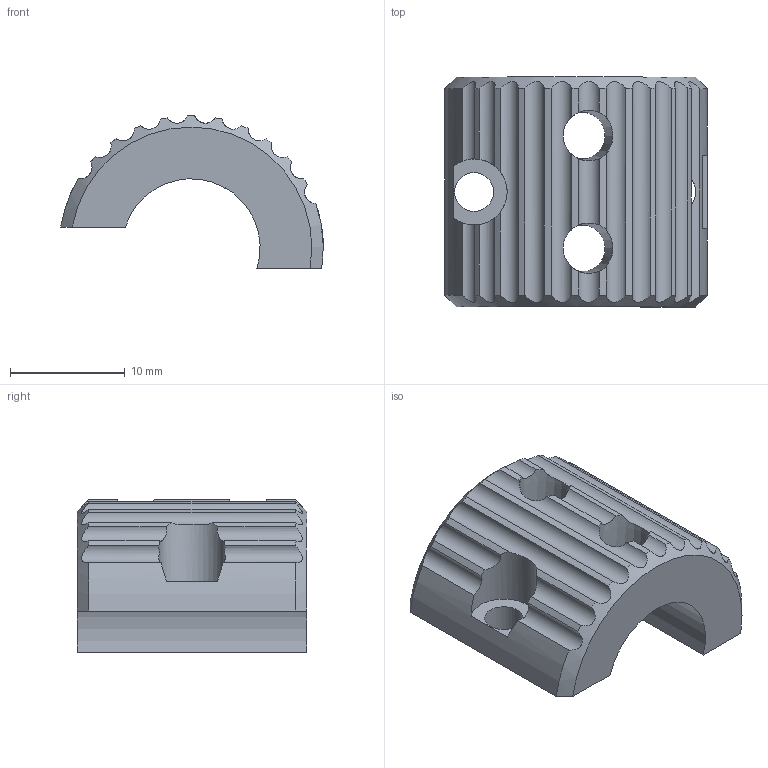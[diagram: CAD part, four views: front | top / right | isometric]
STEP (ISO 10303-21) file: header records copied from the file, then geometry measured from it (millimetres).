
FILE_DESCRIPTION(/* description */ (''),/* implementation_level */ '2;1');
FILE_NAME(/* name */ 'Metal_Coupler_Sleeve_v3.step',/* time_stamp */ '2025-09-11T23:43:43-04:00',/* author */ (''),/* organization */ (''),/* preprocessor_version */ 'ST-DEVELOPER v20.1',/* originating_system */ 'Autodesk Translation Framework v14.17.0.0',/* authorisation */ '');
FILE_SCHEMA (('AUTOMOTIVE_DESIGN { 1 0 10303 214 3 1 1 }'));
Length unit declared in the file: millimetre
Products named in the file (1): Thumbwheel_v4
Bounding box: 22.86 x 20 x 13.3 mm (x, y, z)
Volume: 2493.4 mm3; surface area: 1870.9 mm2
Topology: 1 solids, 1 shells, 55 faces, 164 edges, 110 vertices
Faces by surface type: cylinder 38, plane 13, cone 4
Full cylindrical faces by diameter (mm): 3.4 x3
Entity records: 2519 total; most frequent: CARTESIAN_POINT 1054, ORIENTED_EDGE 328, DIRECTION 254, EDGE_CURVE 164, VERTEX_POINT 110, AXIS2_PLACEMENT_3D 94, LINE 66, VECTOR 66
